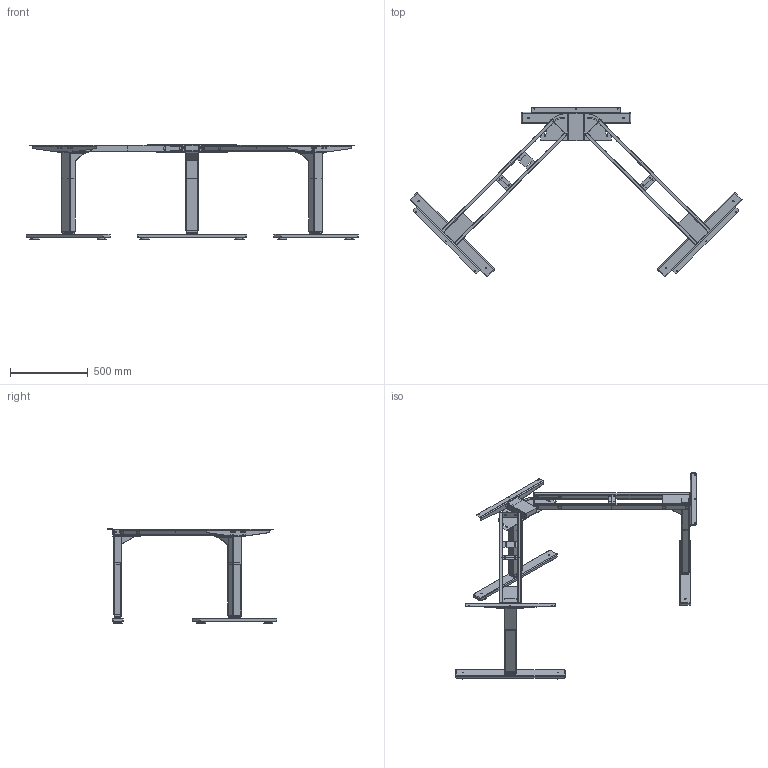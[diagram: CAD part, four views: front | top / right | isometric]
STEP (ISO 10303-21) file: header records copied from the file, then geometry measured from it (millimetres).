
FILE_DESCRIPTION( ( '' ), ' ' );
FILE_NAME( '5c606e7f1148b6150d9bdf6e.step', '2019-02-10T18:33:36', ( '' ), ( '' ), ' ', ' ', ' ' );
FILE_SCHEMA( ( 'AUTOMOTIVE_DESIGN { 1 0 10303 214 1 1 1 1 }' ) );
Length unit declared in the file: metre
Products named in the file (29): FA-35-TT | Leg Actuator <1>; Leg End Cap; Middle Telescoping Leg; InsideTelescoping Leg; Leg Base; Base Foot <1>; Leveling Foot; Base Foot; Slider A <1>; Slide End Plate; Slide Tube; Slider Brace; Slider A <2>; Slider A <3>; Slider B <1>; Slide Mount; Leg Assembly <3>; Leg Assembly <2>; Leg Assembly <1>; Assem1; Table Mount Angle; Slide Inside Tube; Pivot Bracket A; Pivot Bracket B
Assembly tree (60 placements, depth 4):
  Assem1
    Table Mount Angle  x3
    Slide Inside Tube  x4
    Pivot Bracket A
    Pivot Bracket B
    Slider A <1>
      Slide End Plate
      Slide Tube
      Slide Tube
      Slider Brace
    Leg Assembly <2>
      FA-35-TT | Leg Actuator <1>
        Leg Base
        Leg End Cap
        Middle Telescoping Leg
        InsideTelescoping Leg
      Base Foot <1>
        Base Foot
        Leveling Foot  x2
    Leg Assembly <1>
      FA-35-TT | Leg Actuator <1>
        Leg End Cap
        Middle Telescoping Leg
        InsideTelescoping Leg
        Leg Base
      Base Foot <1>
        Leveling Foot  x2
        Base Foot
    Leg Assembly <3>
      FA-35-TT | Leg Actuator <1>
        Leg Base
        Middle Telescoping Leg
        InsideTelescoping Leg
        Leg End Cap
      Base Foot <1>
        Leveling Foot  x2
        Base Foot
    Slider A <3>
      Slider Brace
      Slide Tube
      Slide End Plate
      Slide Tube
    Slider A <2>
      Slider Brace
      Slide Tube
      Slide End Plate
      Slide Tube
    Slider B <1>
      Slider Brace
      Slide Tube
      Slide Mount
      Slide Tube
      Slide End Plate
Bounding box: 2130.1 x 1088.37 x 603.63 mm (x, y, z)
Volume: 9405897.5 mm3; surface area: 4298660.1 mm2
Topology: 47 solids, 47 shells, 1080 faces, 2801 edges, 1816 vertices
Faces by surface type: plane 531, cylinder 465, torus 42, sphere 24, cone 18
Full cylindrical faces by diameter (mm): 4.2 x24, 4.5 x39, 5 x8, 6 x17, 6.5 x6, 6.6 x12, 7.7 x3, 8 x8, 9 x6, 22.85 x16, 59.5 x6
Entity records: 14528 total; most frequent: DIRECTION 2046, CARTESIAN_POINT 1911, ORIENTED_EDGE 1720, EDGE_CURVE 860, AXIS2_PLACEMENT_3D 755, VERTEX_POINT 588, LINE 536, VECTOR 536
